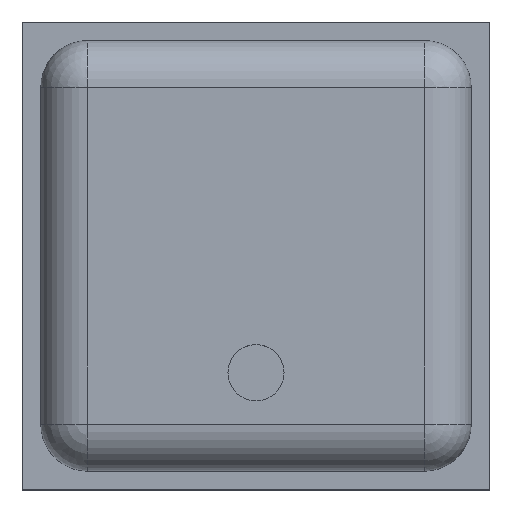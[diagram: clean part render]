
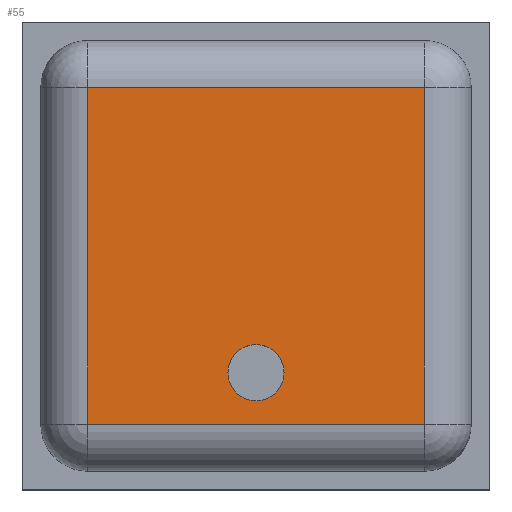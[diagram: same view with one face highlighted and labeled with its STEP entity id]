
A CAD part, top view. The second image highlights one B-rep face of the part: STEP entity #55.
In plain terms, the highlighted planar face has unit normal (0, 0, 1).
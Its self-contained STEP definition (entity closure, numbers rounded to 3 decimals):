
#55 = ADVANCED_FACE( '', ( #125, #126 ), #127, .T. );
#125 = FACE_OUTER_BOUND( '', #210, .T. );
#126 = FACE_BOUND( '', #211, .T. );
#127 = PLANE( '', #212 );
#210 = EDGE_LOOP( '', ( #301, #302, #303, #304 ) );
#211 = EDGE_LOOP( '', ( #305 ) );
#212 = AXIS2_PLACEMENT_3D( '', #306, #307, #308 );
#301 = ORIENTED_EDGE( '', *, *, #488, .T. );
#302 = ORIENTED_EDGE( '', *, *, #492, .T. );
#303 = ORIENTED_EDGE( '', *, *, #493, .T. );
#304 = ORIENTED_EDGE( '', *, *, #494, .T. );
#305 = ORIENTED_EDGE( '', *, *, #495, .T. );
#306 = CARTESIAN_POINT( '', ( 0., 0., 1. ) );
#307 = DIRECTION( '', ( 0., 0., 1. ) );
#308 = DIRECTION( '', ( 1., 0., 0. ) );
#488 = EDGE_CURVE( '', #564, #569, #571, .T. );
#492 = EDGE_CURVE( '', #569, #576, #577, .T. );
#493 = EDGE_CURVE( '', #576, #578, #579, .T. );
#494 = EDGE_CURVE( '', #578, #564, #580, .T. );
#495 = EDGE_CURVE( '', #581, #581, #582, .T. );
#564 = VERTEX_POINT( '', #673 );
#569 = VERTEX_POINT( '', #679 );
#571 = LINE( '', #681, #682 );
#576 = VERTEX_POINT( '', #687 );
#577 = LINE( '', #688, #689 );
#578 = VERTEX_POINT( '', #690 );
#579 = LINE( '', #691, #692 );
#580 = LINE( '', #693, #694 );
#581 = VERTEX_POINT( '', #695 );
#582 = CIRCLE( '', #696, 0.15 );
#673 = CARTESIAN_POINT( '', ( 0.9, 0.9, 1. ) );
#679 = CARTESIAN_POINT( '', ( -0.9, 0.9, 1. ) );
#681 = CARTESIAN_POINT( '', ( -1.15, 0.9, 1. ) );
#682 = VECTOR( '', #807, 1000. );
#687 = CARTESIAN_POINT( '', ( -0.9, -0.9, 1. ) );
#688 = CARTESIAN_POINT( '', ( -0.9, -1.15, 1. ) );
#689 = VECTOR( '', #811, 1000. );
#690 = CARTESIAN_POINT( '', ( 0.9, -0.9, 1. ) );
#691 = CARTESIAN_POINT( '', ( 1.15, -0.9, 1. ) );
#692 = VECTOR( '', #812, 1000. );
#693 = CARTESIAN_POINT( '', ( 0.9, 1.15, 1. ) );
#694 = VECTOR( '', #813, 1000. );
#695 = CARTESIAN_POINT( '', ( 0.15, -0.625, 1. ) );
#696 = AXIS2_PLACEMENT_3D( '', #814, #815, #816 );
#807 = DIRECTION( '', ( -1., 0., 0. ) );
#811 = DIRECTION( '', ( 0., -1., 0. ) );
#812 = DIRECTION( '', ( 1., 0., 0. ) );
#813 = DIRECTION( '', ( 0., 1., 0. ) );
#814 = CARTESIAN_POINT( '', ( 0., -0.625, 1. ) );
#815 = DIRECTION( '', ( 0., 0., -1. ) );
#816 = DIRECTION( '', ( 1., 0., 0. ) );
